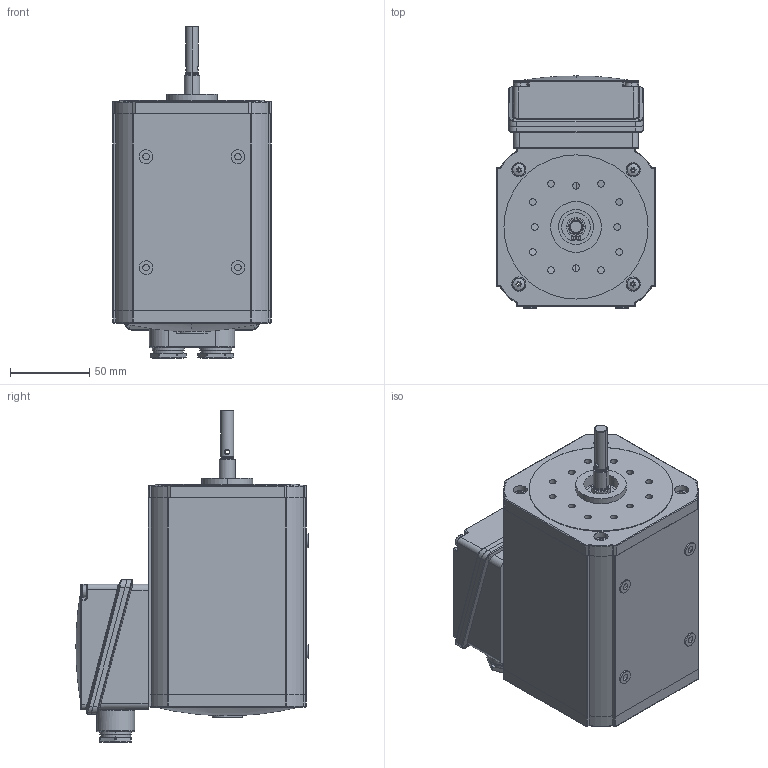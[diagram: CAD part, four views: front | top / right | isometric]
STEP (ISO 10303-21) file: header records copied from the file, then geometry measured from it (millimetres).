
FILE_DESCRIPTION (( 'STEP AP203' ), '1' );
FILE_NAME ('Motor IGK90-60.STEP', '2014-01-30T10:44:25', ( '' ), ( '' ), 'SwSTEP 2.0', 'SolidWorks 2012', '' );
FILE_SCHEMA (( 'CONFIG_CONTROL_DESIGN' ));
Length unit declared in the file: millimetre
Products named in the file (1): Motor IGK90-60
Bounding box: 100 x 146.5 x 209.55 mm (x, y, z)
Surface area: 107047.4 mm2 (no closed solid volume)
Topology: 0 solids, 30 shells, 728 faces, 2049 edges, 1330 vertices
Faces by surface type: plane 309, cylinder 273, torus 48, bspline 41, cone 29, sphere 28
Entity records: 33501 total; most frequent: CARTESIAN_POINT 15416, DIRECTION 3748, ORIENTED_EDGE 3462, EDGE_CURVE 2032, AXIS2_PLACEMENT_3D 1392, VERTEX_POINT 1328, LINE 964, VECTOR 964
